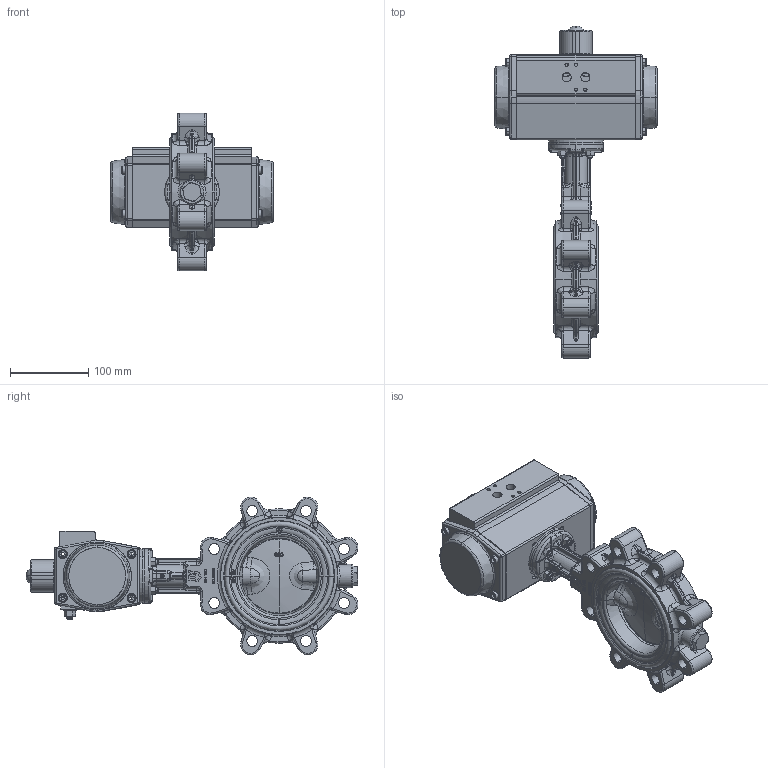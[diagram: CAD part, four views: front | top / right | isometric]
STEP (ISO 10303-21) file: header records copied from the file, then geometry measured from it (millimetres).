
FILE_DESCRIPTION (( 'STEP AP203' ), '1' );
FILE_NAME ('AK02_DN100_GD_pneu..STEP', '2022-11-04T07:11:37', ( '' ), ( '' ), 'SwSTEP 2.0', 'SolidWorks 2021', '' );
FILE_SCHEMA (( 'CONFIG_CONTROL_DESIGN' ));
Products named in the file (1): AK02_DN100_GD_pneu.
Bounding box: 208 x 425.12 x 202 mm (x, y, z)
Surface area: 266451.8 mm2 (no closed solid volume)
Topology: 0 solids, 413 shells, 1528 faces, 5542 edges, 4284 vertices
Faces by surface type: plane 471, cylinder 431, bspline 346, torus 174, cone 93, sphere 13
Entity records: 100075 total; most frequent: CARTESIAN_POINT 57136, ORIENTED_EDGE 7952, DIRECTION 7932, EDGE_CURVE 5467, VERTEX_POINT 4283, AXIS2_PLACEMENT_3D 2828, LINE 2276, VECTOR 2276
